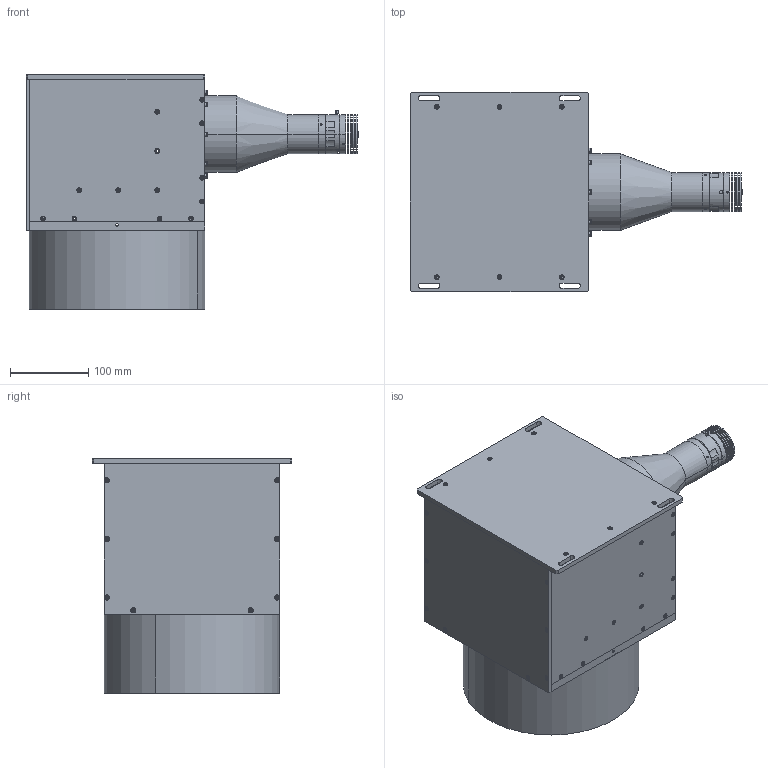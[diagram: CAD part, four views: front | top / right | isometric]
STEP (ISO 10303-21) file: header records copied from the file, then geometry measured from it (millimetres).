
FILE_DESCRIPTION (( 'STEP AP203' ), '1' );
FILE_NAME ('XF-PTI195-L90-(C).STEP', '2020-01-08T05:34:53', ( 'puyufan' ), ( '' ), 'SwSTEP 2.0', 'SolidWorks 2014', '' );
FILE_SCHEMA (( 'CONFIG_CONTROL_DESIGN' ));
Length unit declared in the file: millimetre
Products named in the file (1): XF-PTI195-L90-(C)
Bounding box: 424.98 x 255 x 300 mm (x, y, z)
Surface area: 508377.7 mm2 (no closed solid volume)
Topology: 0 solids, 94 shells, 654 faces, 2278 edges, 1667 vertices
Faces by surface type: plane 303, cylinder 195, torus 86, cone 67, sphere 2, bspline 1
Entity records: 26459 total; most frequent: CARTESIAN_POINT 6768, DIRECTION 4317, ORIENTED_EDGE 3317, EDGE_CURVE 2244, VERTEX_POINT 1667, AXIS2_PLACEMENT_3D 1505, VECTOR 1307, LINE 1307
